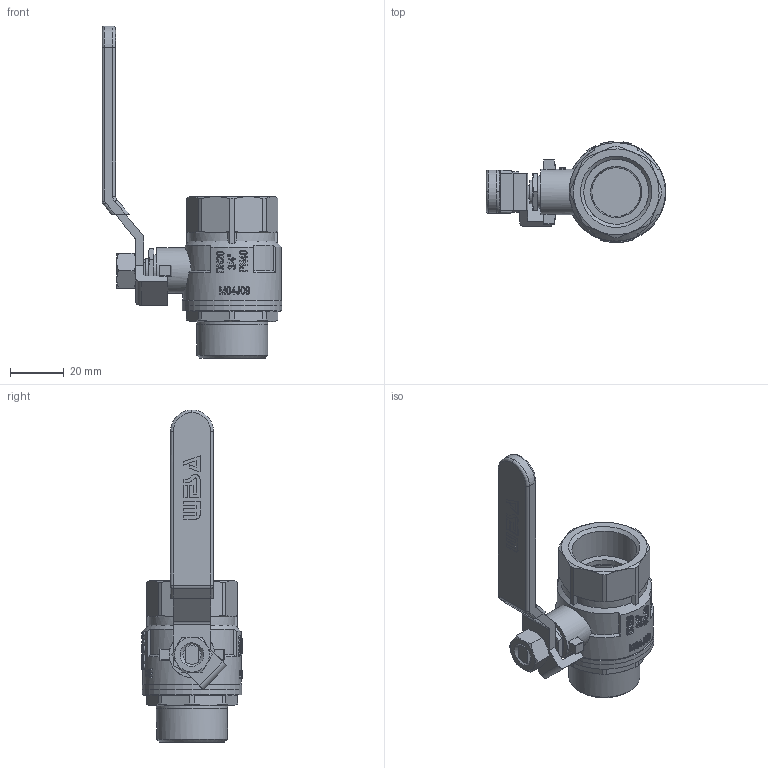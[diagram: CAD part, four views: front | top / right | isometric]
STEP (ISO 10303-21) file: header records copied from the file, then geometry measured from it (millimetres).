
FILE_DESCRIPTION(/* description */ ('Unknown'),/* implementation_level */ '2;1');
FILE_NAME(/* name */ '610-05',/* time_stamp */ '2022-03-16T12:04:23+01:00',/* author */ ('Unknown'),/* organization */ ('Unknown'),/* preprocessor_version */ 'ST-DEVELOPER v16.7',/* originating_system */ 'Solid Edge',/* authorisation */ 'Unknown');
FILE_SCHEMA (('AP242_MANAGED_MODEL_BASED_3D_ENGINEERING_MIM_LF { 1 0 10303 442 1 1 4 }','AUTOMOTIVE_DESIGN {1 0 10303 214 3 1 1}'));
Length unit declared in the file: millimetre
Products named in the file (11): 2.142.020; Stahlgriff 1_4 - 3_4; Stahlgriff-n; Stahlgriff-u; 610-05; 600-04_Spindel; 600-04_Stopfbuchse; 610-05_Einschraubteil; 600-05_Körper; Mutter_M8
Assembly tree (10 placements, depth 4):
  2.142.020
    Stahlgriff 1_4 - 3_4
      Stahlgriff-n
      Stahlgriff-u
    610-05
      600-04_Spindel
        600-04_Stopfbuchse
        600-04_Spindel
      610-05_Einschraubteil
      600-05_Körper
    Mutter_M8
Bounding box: 66.9 x 37.58 x 123.5 mm (x, y, z)
Volume: 34444.5 mm3; surface area: 27945.6 mm2
Topology: 7 solids, 15 shells, 1318 faces, 3606 edges, 2385 vertices
Faces by surface type: plane 1109, cylinder 134, cone 64, bspline 8, sphere 2, torus 1
Full cylindrical faces by diameter (mm): 6.6 x1, 6.75 x1, 8.9 x2, 9.1 x1, 9.3 x1, 10.5 x1, 12 x1, 12.5 x1, 14 x2, 17 x1, 18.12 x1, 19 x1, 24.117 x1, 26 x2, 26.441 x1, 26.45 x1, 30.5 x1, 32 x1, 32.5 x1, 36.6 x1, 37 x2
Entity records: 54210 total; most frequent: CARTESIAN_POINT 11128, DIRECTION 7978, ORIENTED_EDGE 7100, EDGE_CURVE 3550, AXIS2_PLACEMENT_3D 3241, VERTEX_POINT 2375, ELLIPSE 1518, LINE 1496
